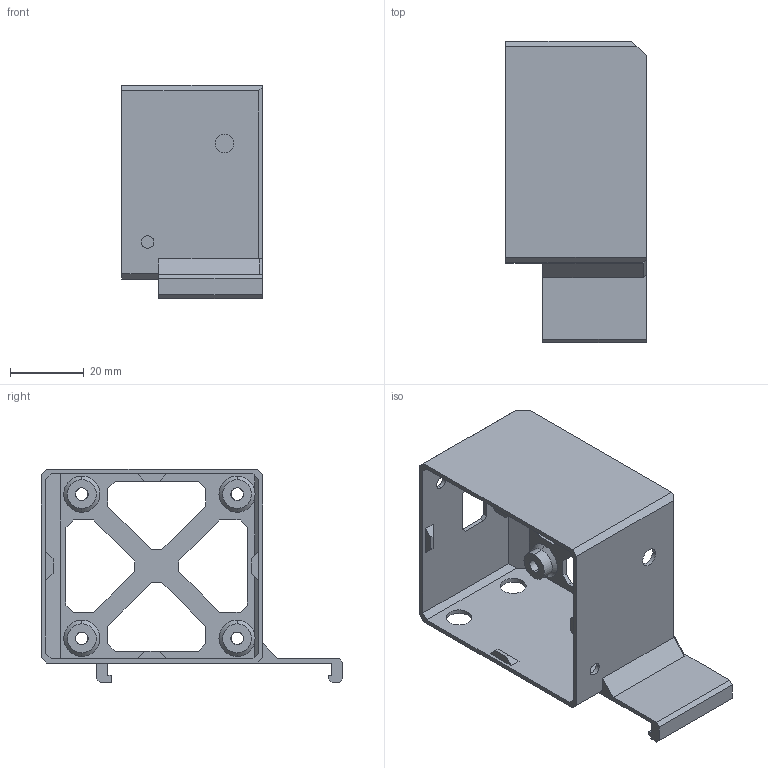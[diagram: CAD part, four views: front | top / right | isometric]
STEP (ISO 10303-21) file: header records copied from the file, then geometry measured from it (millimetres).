
FILE_DESCRIPTION (( 'STEP AP214' ), '1' );
FILE_NAME ('Box.STEP', '2023-12-23T00:16:25', ( '' ), ( '' ), 'SwSTEP 2.0', 'SolidWorks 2022', '' );
FILE_SCHEMA (( 'AUTOMOTIVE_DESIGN' ));
Length unit declared in the file: millimetre
Products named in the file (1): Box
Bounding box: 38 x 81.6 x 57.7 mm (x, y, z)
Volume: 14031 mm3; surface area: 22037.5 mm2
Topology: 1 solids, 1 shells, 221 faces, 595 edges, 383 vertices
Faces by surface type: plane 187, cylinder 26, cone 8
Entity records: 6891 total; most frequent: CARTESIAN_POINT 1206, ORIENTED_EDGE 1190, DIRECTION 1115, EDGE_CURVE 595, VECTOR 515, LINE 515, VERTEX_POINT 383, AXIS2_PLACEMENT_3D 300
